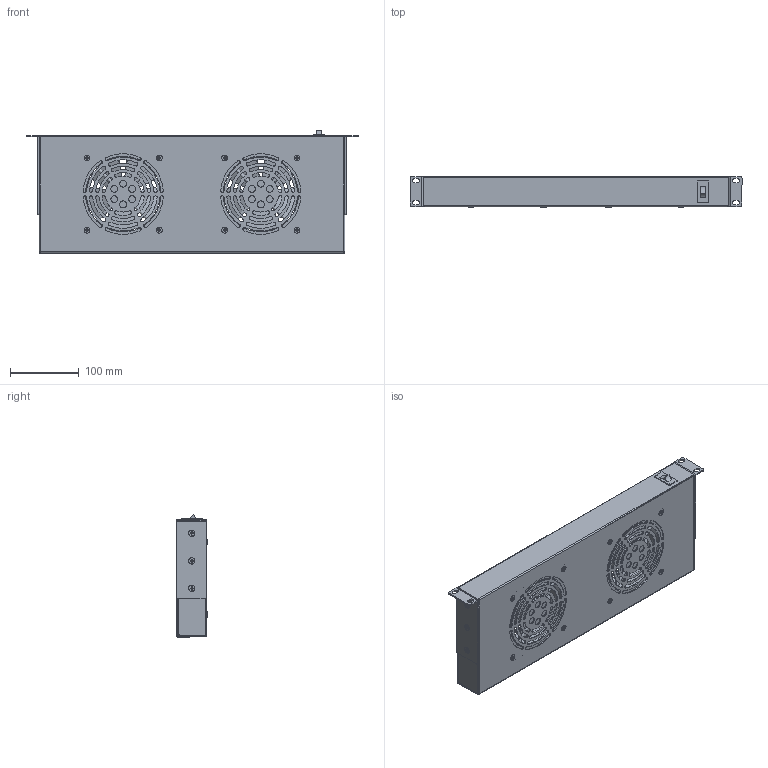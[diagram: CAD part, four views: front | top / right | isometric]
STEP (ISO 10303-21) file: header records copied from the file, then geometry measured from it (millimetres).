
FILE_DESCRIPTION (( 'STEP AP214' ), '1' );
FILE_NAME ('LC-2FRM1U-110V_3D.step', '2024-01-19T22:42:50', ( '' ), ( '' ), 'SwSTEP 2.0', 'SolidWorks 2022', '' );
FILE_SCHEMA (( 'AUTOMOTIVE_DESIGN' ));
Length unit declared in the file: millimetre
Products named in the file (8): power switch^LC-2FRM1U-110V; fan^LC-2FRM1U-110V; mtg brkt^LC-2FRM1U-110V; LC-2FRM1U-110V_3D; base tray^LC-2FRM1U-110V; countersunk flat head cross recess screw_iso_ISO 7046-1 - M4 x 10 - Z - 10N; cover^LC-2FRM1U-110V; countersunk flat head cross recess screw_iso_ISO 7046-1 - M5 x 10 - Z - 10N
Assembly tree (21 placements, depth 2):
  LC-2FRM1U-110V_3D
    base tray^LC-2FRM1U-110V
    mtg brkt^LC-2FRM1U-110V  x2
    cover^LC-2FRM1U-110V
    fan^LC-2FRM1U-110V  x2
    power switch^LC-2FRM1U-110V
    countersunk flat head cross recess screw_iso_ISO 7046-1 - M4 x 10 - Z - 10N  x8
    countersunk flat head cross recess screw_iso_ISO 7046-1 - M5 x 10 - Z - 10N  x6
Bounding box: 482.6 x 44.75 x 178.4 mm (x, y, z)
Volume: 668501.7 mm3; surface area: 567681 mm2
Topology: 21 solids, 21 shells, 1879 faces, 4969 edges, 3168 vertices
Faces by surface type: cylinder 1142, plane 499, cone 140, bspline 70, torus 28
Entity records: 53034 total; most frequent: CARTESIAN_POINT 16874, DIRECTION 8133, ORIENTED_EDGE 7214, EDGE_CURVE 3607, AXIS2_PLACEMENT_3D 3366, VERTEX_POINT 2346, CIRCLE 2044, EDGE_LOOP 1721
